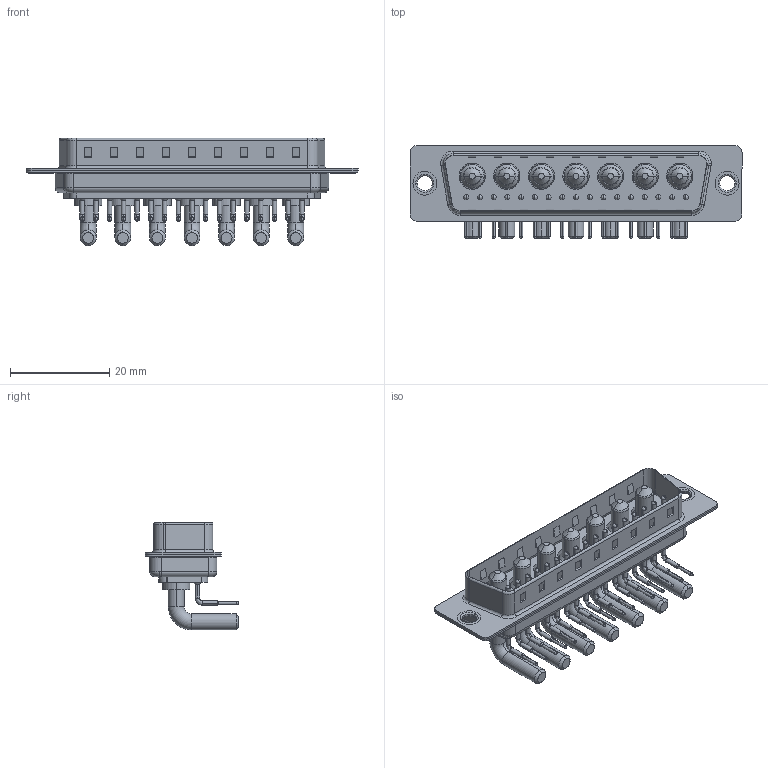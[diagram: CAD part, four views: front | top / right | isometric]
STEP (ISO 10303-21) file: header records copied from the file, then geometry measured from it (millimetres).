
FILE_DESCRIPTION (( 'STEP AP203' ), '1' );
FILE_NAME ('629-24W7640-3N1.STEP', '2022-05-17T21:15:23', ( '' ), ( '' ), 'SwSTEP 2.0', 'SolidWorks 2020', '' );
FILE_SCHEMA (( 'CONFIG_CONTROL_DESIGN' ));
Length unit declared in the file: millimetre
Products named in the file (7): Power Pin_30A RA 50; 629-24W7640-3N1; 629Combo Thru Hole Rivet; 629Combo Shell Front_50 Contacts; 629Combo Housing_24W7; 629Combo Contact Row 3; 629Combo Shell Rear_50 Contacts
Assembly tree (29 placements, depth 2):
  629-24W7640-3N1
    629Combo Housing_24W7
    629Combo Shell Rear_50 Contacts
    629Combo Shell Front_50 Contacts
    629Combo Thru Hole Rivet  x2
    Power Pin_30A RA 50  x7
    629Combo Contact Row 3  x17
Bounding box: 67 x 18.8 x 21.7 mm (x, y, z)
Volume: 5876.1 mm3; surface area: 11928.6 mm2
Topology: 36 solids, 36 shells, 2557 faces, 6889 edges, 4436 vertices
Faces by surface type: plane 1361, cylinder 884, cone 117, bspline 109, torus 86
Entity records: 22049 total; most frequent: DIRECTION 3758, CARTESIAN_POINT 3681, ORIENTED_EDGE 3382, EDGE_CURVE 1691, AXIS2_PLACEMENT_3D 1384, VERTEX_POINT 1084, LINE 990, VECTOR 990
